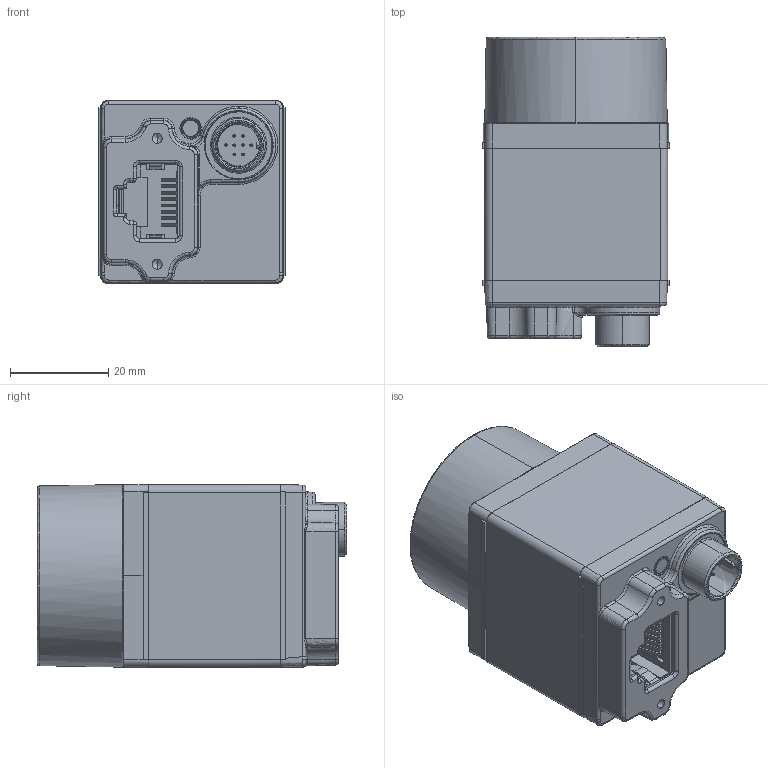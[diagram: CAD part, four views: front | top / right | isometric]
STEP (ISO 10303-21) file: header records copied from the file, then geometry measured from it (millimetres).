
FILE_DESCRIPTION(('FreeCAD Model'),'2;1');
FILE_NAME('Open CASCADE Shape Model','2025-05-02T01:55:15',('FreeCAD'),( 'FreeCAD'),'Open CASCADE STEP processor 7.6','FreeCAD','Unknown');
FILE_SCHEMA(('AUTOMOTIVE_DESIGN { 1 0 10303 214 1 1 1 1 }'));
Products named in the file (1): Open CASCADE STEP translator 7.6 1
Bounding box: 38.24 x 62.96 x 37.25 mm (x, y, z)
Volume: 21723 mm3; surface area: 28619.1 mm2
Topology: 10 solids, 10 shells, 1949 faces, 4806 edges, 2803 vertices
Faces by surface type: bspline 1949
Entity records: 64316 total; most frequent: CARTESIAN_POINT 38144, ORIENTED_EDGE 9426, EDGE_CURVE 4713, VERTEX_POINT 2803, B_SPLINE_CURVE_WITH_KNOTS 2691, FACE_BOUND 1986, EDGE_LOOP 1986, ADVANCED_FACE 1949
